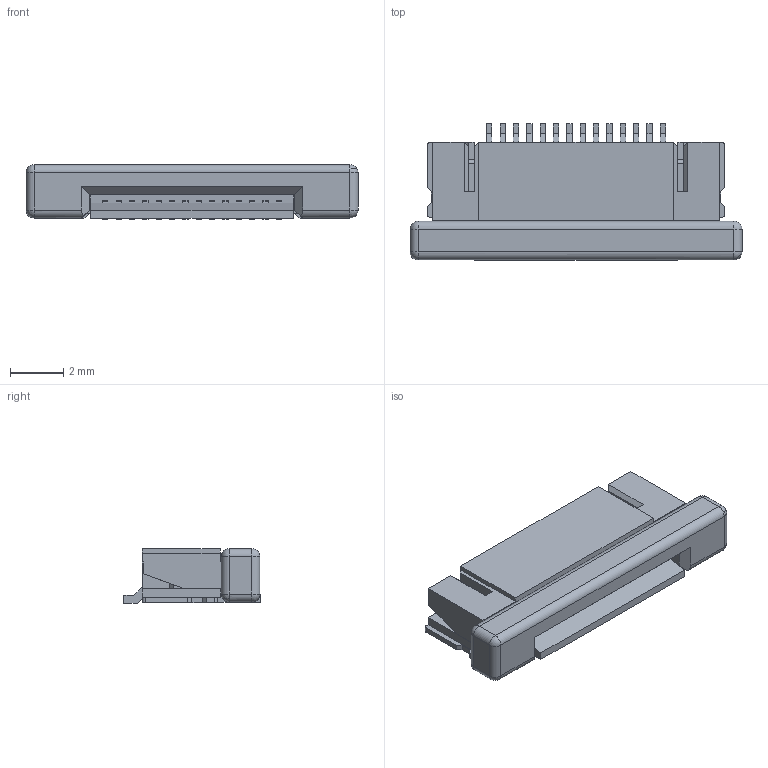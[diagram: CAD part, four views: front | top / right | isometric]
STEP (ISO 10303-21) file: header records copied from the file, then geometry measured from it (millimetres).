
FILE_DESCRIPTION((''),'2;1');
FILE_NAME('TYCO_1-1734592-4_3d.stp','2015-07-07T11:51:43',(''),(''),'Mechanical Desktop 2011','Mechanical Desktop 2011',', , ');
FILE_SCHEMA(('AUTOMOTIVE_DESIGN { 1 2 10303 214 1 1 1 1 }'));
Length unit declared in the file: millimetre
Products named in the file (1): Product
Bounding box: 12.43 x 5.11 x 2.05 mm (x, y, z)
Volume: 84.8 mm3; surface area: 303.2 mm2
Topology: 31 solids, 31 shells, 384 faces, 942 edges, 610 vertices
Faces by surface type: plane 312, cylinder 38, bspline 24, sphere 10
Entity records: 11199 total; most frequent: CARTESIAN_POINT 2089, ORIENTED_EDGE 1876, DIRECTION 1762, EDGE_CURVE 938, VECTOR 836, LINE 836, VERTEX_POINT 610, AXIS2_PLACEMENT_3D 463
